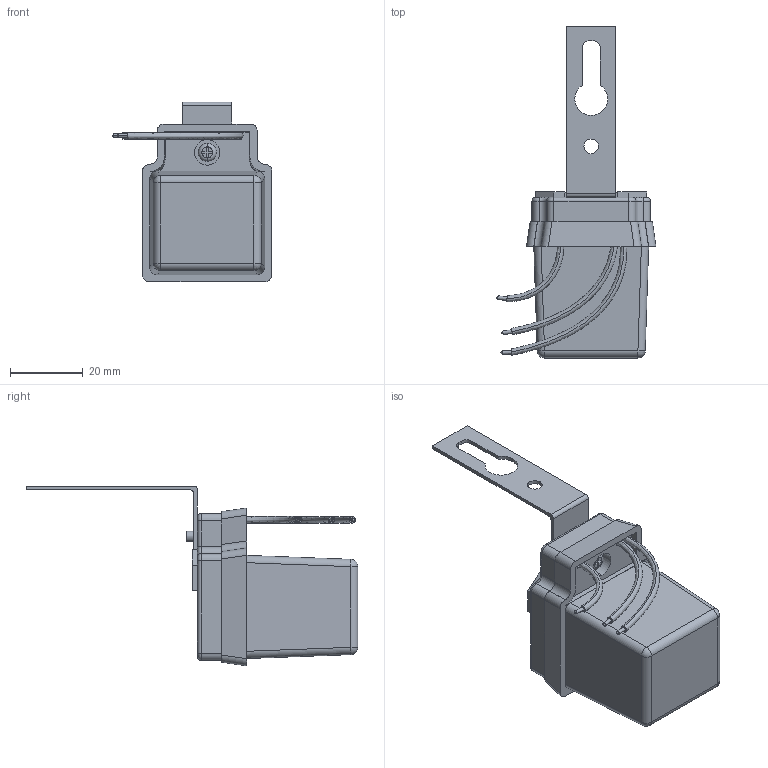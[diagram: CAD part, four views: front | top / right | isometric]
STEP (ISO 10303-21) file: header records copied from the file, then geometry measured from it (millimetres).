
FILE_DESCRIPTION (( 'STEP AP214' ), '1' );
FILE_NAME ('LFR20-600-1300-003 Ôîòîðåëå ÔÐ 600 ñåðûé, ìàêñ. íàãðóçêà 1300 Âò, IP44, IEK.STEP', '2017-09-01T12:23:18', ( '' ), ( '' ), 'SwSTEP 2.0', 'SolidWorks 2014', '' );
FILE_SCHEMA (( 'AUTOMOTIVE_DESIGN' ));
Length unit declared in the file: millimetre
Products named in the file (1): LFR20-600-1300-003 Ôîòîðåëå ÔÐ 600 ñåðûé, ìàêñ. íàãðóçêà 1300 Âò, IP44, IEK
Bounding box: 43.85 x 91 x 49.3 mm (x, y, z)
Volume: 25898 mm3; surface area: 14638.8 mm2
Topology: 1 solids, 2 shells, 180 faces, 451 edges, 275 vertices
Faces by surface type: plane 97, cylinder 55, torus 10, bspline 8, cone 6, sphere 4
Entity records: 5959 total; most frequent: CARTESIAN_POINT 1735, ORIENTED_EDGE 882, DIRECTION 861, EDGE_CURVE 441, AXIS2_PLACEMENT_3D 293, VERTEX_POINT 275, LINE 275, VECTOR 275
